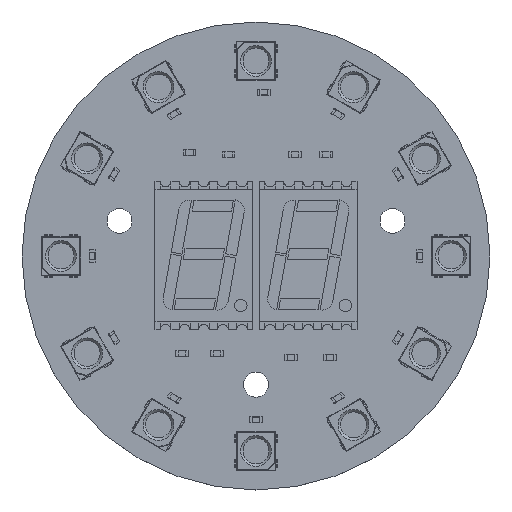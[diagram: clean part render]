
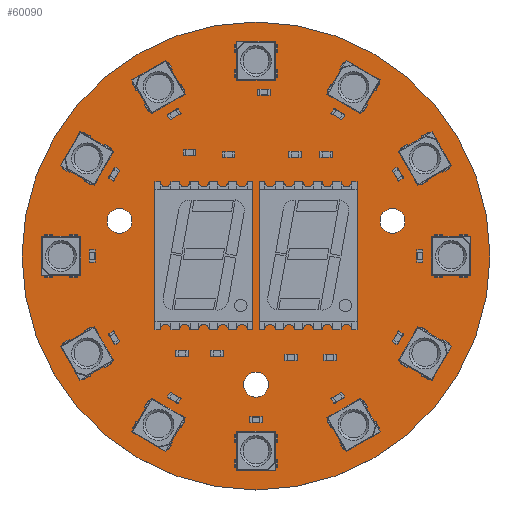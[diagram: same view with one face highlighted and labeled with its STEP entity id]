
A CAD part, top view. The second image highlights one B-rep face of the part: STEP entity #60090.
In plain terms, the highlighted planar face has unit normal (0, 0, 1).
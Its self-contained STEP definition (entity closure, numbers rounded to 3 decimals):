
#60006 = EDGE_CURVE('',#60007,#60007,#60009,.T.);
#60007 = VERTEX_POINT('',#60008);
#60008 = CARTESIAN_POINT('',(30.,0.,1.6));
#60009 = SURFACE_CURVE('',#60010,(#60015,#60027),.PCURVE_S1.);
#60010 = CIRCLE('',#60011,30.);
#60011 = AXIS2_PLACEMENT_3D('',#60012,#60013,#60014);
#60012 = CARTESIAN_POINT('',(0.,0.,1.6));
#60013 = DIRECTION('',(0.,0.,1.));
#60014 = DIRECTION('',(1.,0.,-0.));
#60015 = PCURVE('',#60016,#60021);
#60016 = CYLINDRICAL_SURFACE('',#60017,30.);
#60017 = AXIS2_PLACEMENT_3D('',#60018,#60019,#60020);
#60018 = CARTESIAN_POINT('',(0.,0.,0.));
#60019 = DIRECTION('',(0.,0.,1.));
#60020 = DIRECTION('',(1.,0.,-0.));
#60021 = DEFINITIONAL_REPRESENTATION('',(#60022),#60026);
#60022 = LINE('',#60023,#60024);
#60023 = CARTESIAN_POINT('',(0.,1.6));
#60024 = VECTOR('',#60025,1.);
#60025 = DIRECTION('',(1.,0.));
#60026 = ( GEOMETRIC_REPRESENTATION_CONTEXT(2) 
PARAMETRIC_REPRESENTATION_CONTEXT() REPRESENTATION_CONTEXT('2D SPACE',''
  ) );
#60027 = PCURVE('',#60028,#60033);
#60028 = PLANE('',#60029);
#60029 = AXIS2_PLACEMENT_3D('',#60030,#60031,#60032);
#60030 = CARTESIAN_POINT('',(0.,0.,1.6));
#60031 = DIRECTION('',(0.,0.,1.));
#60032 = DIRECTION('',(1.,0.,-0.));
#60033 = DEFINITIONAL_REPRESENTATION('',(#60034),#60038);
#60034 = CIRCLE('',#60035,30.);
#60035 = AXIS2_PLACEMENT_2D('',#60036,#60037);
#60036 = CARTESIAN_POINT('',(0.,0.));
#60037 = DIRECTION('',(1.,0.));
#60038 = ( GEOMETRIC_REPRESENTATION_CONTEXT(2) 
PARAMETRIC_REPRESENTATION_CONTEXT() REPRESENTATION_CONTEXT('2D SPACE',''
  ) );
#60090 = ADVANCED_FACE('',(#60091,#60094,#60125,#60156),#60028,.T.);
#60091 = FACE_BOUND('',#60092,.T.);
#60092 = EDGE_LOOP('',(#60093));
#60093 = ORIENTED_EDGE('',*,*,#60006,.T.);
#60094 = FACE_BOUND('',#60095,.T.);
#60095 = EDGE_LOOP('',(#60096));
#60096 = ORIENTED_EDGE('',*,*,#60097,.F.);
#60097 = EDGE_CURVE('',#60098,#60098,#60100,.T.);
#60098 = VERTEX_POINT('',#60099);
#60099 = CARTESIAN_POINT('',(1.6,-16.5,1.6));
#60100 = SURFACE_CURVE('',#60101,(#60106,#60113),.PCURVE_S1.);
#60101 = CIRCLE('',#60102,1.6);
#60102 = AXIS2_PLACEMENT_3D('',#60103,#60104,#60105);
#60103 = CARTESIAN_POINT('',(0.,-16.5,1.6));
#60104 = DIRECTION('',(0.,0.,1.));
#60105 = DIRECTION('',(1.,0.,-0.));
#60106 = PCURVE('',#60028,#60107);
#60107 = DEFINITIONAL_REPRESENTATION('',(#60108),#60112);
#60108 = CIRCLE('',#60109,1.6);
#60109 = AXIS2_PLACEMENT_2D('',#60110,#60111);
#60110 = CARTESIAN_POINT('',(0.,-16.5));
#60111 = DIRECTION('',(1.,0.));
#60112 = ( GEOMETRIC_REPRESENTATION_CONTEXT(2) 
PARAMETRIC_REPRESENTATION_CONTEXT() REPRESENTATION_CONTEXT('2D SPACE',''
  ) );
#60113 = PCURVE('',#60114,#60119);
#60114 = CYLINDRICAL_SURFACE('',#60115,1.6);
#60115 = AXIS2_PLACEMENT_3D('',#60116,#60117,#60118);
#60116 = CARTESIAN_POINT('',(0.,-16.5,-0.01));
#60117 = DIRECTION('',(0.,0.,1.));
#60118 = DIRECTION('',(1.,0.,-0.));
#60119 = DEFINITIONAL_REPRESENTATION('',(#60120),#60124);
#60120 = LINE('',#60121,#60122);
#60121 = CARTESIAN_POINT('',(0.,1.61));
#60122 = VECTOR('',#60123,1.);
#60123 = DIRECTION('',(1.,0.));
#60124 = ( GEOMETRIC_REPRESENTATION_CONTEXT(2) 
PARAMETRIC_REPRESENTATION_CONTEXT() REPRESENTATION_CONTEXT('2D SPACE',''
  ) );
#60125 = FACE_BOUND('',#60126,.T.);
#60126 = EDGE_LOOP('',(#60127));
#60127 = ORIENTED_EDGE('',*,*,#60128,.F.);
#60128 = EDGE_CURVE('',#60129,#60129,#60131,.T.);
#60129 = VERTEX_POINT('',#60130);
#60130 = CARTESIAN_POINT('',(-15.9,4.5,1.6));
#60131 = SURFACE_CURVE('',#60132,(#60137,#60144),.PCURVE_S1.);
#60132 = CIRCLE('',#60133,1.6);
#60133 = AXIS2_PLACEMENT_3D('',#60134,#60135,#60136);
#60134 = CARTESIAN_POINT('',(-17.5,4.5,1.6));
#60135 = DIRECTION('',(0.,0.,1.));
#60136 = DIRECTION('',(1.,0.,-0.));
#60137 = PCURVE('',#60028,#60138);
#60138 = DEFINITIONAL_REPRESENTATION('',(#60139),#60143);
#60139 = CIRCLE('',#60140,1.6);
#60140 = AXIS2_PLACEMENT_2D('',#60141,#60142);
#60141 = CARTESIAN_POINT('',(-17.5,4.5));
#60142 = DIRECTION('',(1.,0.));
#60143 = ( GEOMETRIC_REPRESENTATION_CONTEXT(2) 
PARAMETRIC_REPRESENTATION_CONTEXT() REPRESENTATION_CONTEXT('2D SPACE',''
  ) );
#60144 = PCURVE('',#60145,#60150);
#60145 = CYLINDRICAL_SURFACE('',#60146,1.6);
#60146 = AXIS2_PLACEMENT_3D('',#60147,#60148,#60149);
#60147 = CARTESIAN_POINT('',(-17.5,4.5,-0.01));
#60148 = DIRECTION('',(0.,0.,1.));
#60149 = DIRECTION('',(1.,0.,-0.));
#60150 = DEFINITIONAL_REPRESENTATION('',(#60151),#60155);
#60151 = LINE('',#60152,#60153);
#60152 = CARTESIAN_POINT('',(0.,1.61));
#60153 = VECTOR('',#60154,1.);
#60154 = DIRECTION('',(1.,0.));
#60155 = ( GEOMETRIC_REPRESENTATION_CONTEXT(2) 
PARAMETRIC_REPRESENTATION_CONTEXT() REPRESENTATION_CONTEXT('2D SPACE',''
  ) );
#60156 = FACE_BOUND('',#60157,.T.);
#60157 = EDGE_LOOP('',(#60158));
#60158 = ORIENTED_EDGE('',*,*,#60159,.F.);
#60159 = EDGE_CURVE('',#60160,#60160,#60162,.T.);
#60160 = VERTEX_POINT('',#60161);
#60161 = CARTESIAN_POINT('',(19.1,4.5,1.6));
#60162 = SURFACE_CURVE('',#60163,(#60168,#60175),.PCURVE_S1.);
#60163 = CIRCLE('',#60164,1.6);
#60164 = AXIS2_PLACEMENT_3D('',#60165,#60166,#60167);
#60165 = CARTESIAN_POINT('',(17.5,4.5,1.6));
#60166 = DIRECTION('',(0.,0.,1.));
#60167 = DIRECTION('',(1.,0.,-0.));
#60168 = PCURVE('',#60028,#60169);
#60169 = DEFINITIONAL_REPRESENTATION('',(#60170),#60174);
#60170 = CIRCLE('',#60171,1.6);
#60171 = AXIS2_PLACEMENT_2D('',#60172,#60173);
#60172 = CARTESIAN_POINT('',(17.5,4.5));
#60173 = DIRECTION('',(1.,0.));
#60174 = ( GEOMETRIC_REPRESENTATION_CONTEXT(2) 
PARAMETRIC_REPRESENTATION_CONTEXT() REPRESENTATION_CONTEXT('2D SPACE',''
  ) );
#60175 = PCURVE('',#60176,#60181);
#60176 = CYLINDRICAL_SURFACE('',#60177,1.6);
#60177 = AXIS2_PLACEMENT_3D('',#60178,#60179,#60180);
#60178 = CARTESIAN_POINT('',(17.5,4.5,-0.01));
#60179 = DIRECTION('',(0.,0.,1.));
#60180 = DIRECTION('',(1.,0.,-0.));
#60181 = DEFINITIONAL_REPRESENTATION('',(#60182),#60186);
#60182 = LINE('',#60183,#60184);
#60183 = CARTESIAN_POINT('',(0.,1.61));
#60184 = VECTOR('',#60185,1.);
#60185 = DIRECTION('',(1.,0.));
#60186 = ( GEOMETRIC_REPRESENTATION_CONTEXT(2) 
PARAMETRIC_REPRESENTATION_CONTEXT() REPRESENTATION_CONTEXT('2D SPACE',''
  ) );
